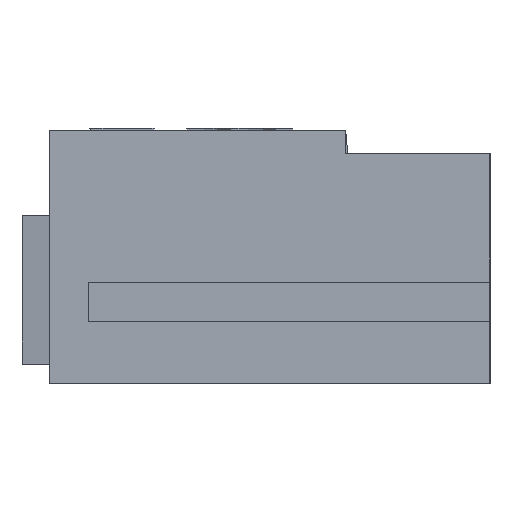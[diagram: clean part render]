
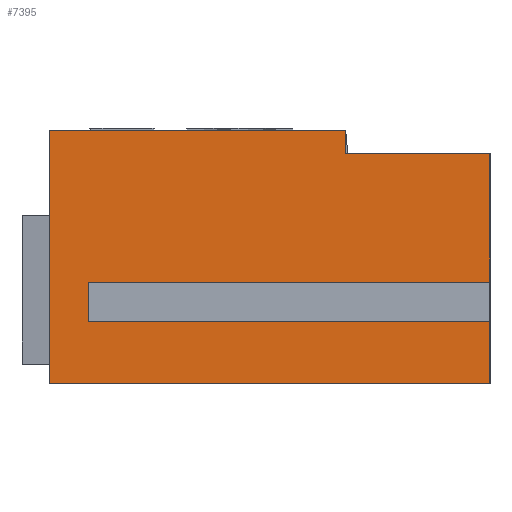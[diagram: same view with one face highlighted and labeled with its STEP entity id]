
A CAD part, left-side view. The second image highlights one B-rep face of the part: STEP entity #7395.
In plain terms, the highlighted planar face has unit normal (-1, 0, 0).
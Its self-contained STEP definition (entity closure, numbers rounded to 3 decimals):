
#93=CARTESIAN_POINT('',(-0.6,-2.825,-1.625));
#94=VERTEX_POINT('',#93);
#101=CARTESIAN_POINT('',(-0.6,2.825,-1.625));
#102=VERTEX_POINT('',#101);
#103=CARTESIAN_POINT('',(-0.6,-2.825,-1.625));
#104=DIRECTION('',(0.,1.,0.));
#105=VECTOR('',#104,5.65);
#106=LINE('',#103,#105);
#107=EDGE_CURVE('',#94,#102,#106,.T.);
#266=CARTESIAN_POINT('',(-0.6,-0.975,1.325));
#267=VERTEX_POINT('',#266);
#274=CARTESIAN_POINT('',(-0.6,-2.825,1.325));
#275=VERTEX_POINT('',#274);
#276=CARTESIAN_POINT('',(-0.6,-0.975,1.325));
#277=DIRECTION('',(0.,-1.,0.));
#278=VECTOR('',#277,1.85);
#279=LINE('',#276,#278);
#280=EDGE_CURVE('',#267,#275,#279,.T.);
#780=CARTESIAN_POINT('',(-0.6,2.825,1.625));
#781=VERTEX_POINT('',#780);
#782=CARTESIAN_POINT('',(-0.6,2.825,-1.625));
#783=DIRECTION('',(0.,0.,1.));
#784=VECTOR('',#783,3.25);
#785=LINE('',#782,#784);
#786=EDGE_CURVE('',#102,#781,#785,.T.);
#7294=CARTESIAN_POINT('',(-0.6,-2.825,-0.325));
#7295=VERTEX_POINT('',#7294);
#7296=CARTESIAN_POINT('',(-0.6,-2.825,1.325));
#7297=DIRECTION('',(0.,0.,-1.));
#7298=VECTOR('',#7297,1.65);
#7299=LINE('',#7296,#7298);
#7300=EDGE_CURVE('',#275,#7295,#7299,.T.);
#7318=CARTESIAN_POINT('',(-0.6,-2.825,-0.825));
#7319=VERTEX_POINT('',#7318);
#7326=CARTESIAN_POINT('',(-0.6,-2.825,-0.825));
#7327=DIRECTION('',(0.,0.,-1.));
#7328=VECTOR('',#7327,0.8);
#7329=LINE('',#7326,#7328);
#7330=EDGE_CURVE('',#7319,#94,#7329,.T.);
#7347=CARTESIAN_POINT('',(-0.6,0.,0.));
#7348=DIRECTION('',(0.,-1.,0.));
#7349=DIRECTION('',(-1.,0.,0.));
#7350=AXIS2_PLACEMENT_3D('',#7347,#7349,#7348);
#7351=PLANE('',#7350);
#7352=ORIENTED_EDGE('',*,*,#107,.F.);
#7353=ORIENTED_EDGE('',*,*,#7330,.F.);
#7354=CARTESIAN_POINT('',(-0.6,2.325,-0.825));
#7355=VERTEX_POINT('',#7354);
#7356=CARTESIAN_POINT('',(-0.6,-2.825,-0.825));
#7357=DIRECTION('',(0.,1.,0.));
#7358=VECTOR('',#7357,5.15);
#7359=LINE('',#7356,#7358);
#7360=EDGE_CURVE('',#7319,#7355,#7359,.T.);
#7361=ORIENTED_EDGE('',*,*,#7360,.T.);
#7362=CARTESIAN_POINT('',(-0.6,2.325,-0.325));
#7363=VERTEX_POINT('',#7362);
#7364=CARTESIAN_POINT('',(-0.6,2.325,-0.825));
#7365=DIRECTION('',(0.,0.,1.));
#7366=VECTOR('',#7365,0.5);
#7367=LINE('',#7364,#7366);
#7368=EDGE_CURVE('',#7355,#7363,#7367,.T.);
#7369=ORIENTED_EDGE('',*,*,#7368,.T.);
#7370=CARTESIAN_POINT('',(-0.6,2.325,-0.325));
#7371=DIRECTION('',(0.,-1.,0.));
#7372=VECTOR('',#7371,5.15);
#7373=LINE('',#7370,#7372);
#7374=EDGE_CURVE('',#7363,#7295,#7373,.T.);
#7375=ORIENTED_EDGE('',*,*,#7374,.T.);
#7376=ORIENTED_EDGE('',*,*,#7300,.F.);
#7377=ORIENTED_EDGE('',*,*,#280,.F.);
#7378=CARTESIAN_POINT('',(-0.6,-0.975,1.625));
#7379=VERTEX_POINT('',#7378);
#7380=CARTESIAN_POINT('',(-0.6,-0.975,1.325));
#7381=DIRECTION('',(0.,0.,1.));
#7382=VECTOR('',#7381,0.3);
#7383=LINE('',#7380,#7382);
#7384=EDGE_CURVE('',#267,#7379,#7383,.T.);
#7385=ORIENTED_EDGE('',*,*,#7384,.T.);
#7386=CARTESIAN_POINT('',(-0.6,-0.975,1.625));
#7387=DIRECTION('',(0.,1.,0.));
#7388=VECTOR('',#7387,3.8);
#7389=LINE('',#7386,#7388);
#7390=EDGE_CURVE('',#7379,#781,#7389,.T.);
#7391=ORIENTED_EDGE('',*,*,#7390,.T.);
#7392=ORIENTED_EDGE('',*,*,#786,.F.);
#7393=EDGE_LOOP('',(#7352,#7353,#7361,#7369,#7375,#7376,#7377,#7385,#7391,#7392));
#7394=FACE_OUTER_BOUND('',#7393,.T.);
#7395=ADVANCED_FACE('',(#7394),#7351,.T.);
